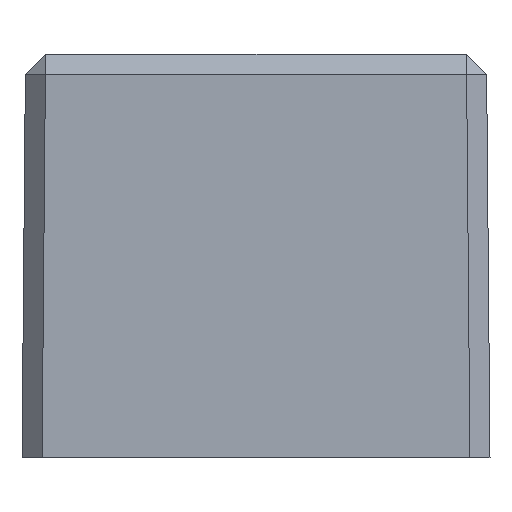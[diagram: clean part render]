
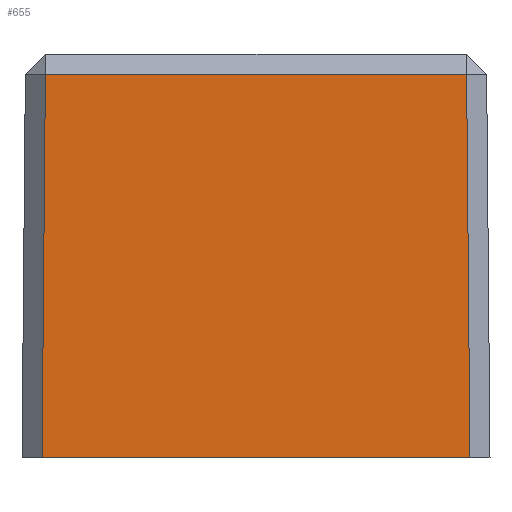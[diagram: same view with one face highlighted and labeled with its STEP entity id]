
A CAD part, left-side view. The second image highlights one B-rep face of the part: STEP entity #655.
In plain terms, the highlighted planar face has unit normal (-1, 0, 0).
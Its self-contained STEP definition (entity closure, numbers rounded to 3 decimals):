
#628=AXIS2_PLACEMENT_3D('Plane Axis2P3D',#625,#626,#627) ;
#484=CARTESIAN_POINT('Vertex',(0.,38.258,15.3)) ;
#506=CARTESIAN_POINT('Vertex',(0.,38.391,0.)) ;
#509=CARTESIAN_POINT('Line Origine',(0.,38.324,7.647)) ;
#625=CARTESIAN_POINT('Axis2P3D Location',(0.,0.,0.)) ;
#630=CARTESIAN_POINT('Line Origine',(0.,21.377,7.65)) ;
#634=CARTESIAN_POINT('Vertex',(0.,21.444,15.3)) ;
#636=CARTESIAN_POINT('Vertex',(0.,21.31,0.)) ;
#639=CARTESIAN_POINT('Line Origine',(0.,29.851,15.3)) ;
#644=CARTESIAN_POINT('Line Origine',(0.,29.851,0.)) ;
#510=DIRECTION('Vector Direction',(0.,0.009,-1.)) ;
#626=DIRECTION('Axis2P3D Direction',(1.,0.,0.)) ;
#627=DIRECTION('Axis2P3D XDirection',(0.,1.,0.)) ;
#631=DIRECTION('Vector Direction',(0.,0.009,1.)) ;
#640=DIRECTION('Vector Direction',(0.,1.,0.)) ;
#645=DIRECTION('Vector Direction',(0.,-1.,0.)) ;
#511=VECTOR('Line Direction',#510,1.) ;
#632=VECTOR('Line Direction',#631,1.) ;
#641=VECTOR('Line Direction',#640,1.) ;
#646=VECTOR('Line Direction',#645,1.) ;
#650=ORIENTED_EDGE('',*,*,#638,.F.) ;
#651=ORIENTED_EDGE('',*,*,#643,.F.) ;
#652=ORIENTED_EDGE('',*,*,#513,.F.) ;
#653=ORIENTED_EDGE('',*,*,#648,.F.) ;
#655=ADVANCED_FACE('Body.2',(#654),#629,.F.) ;
#513=EDGE_CURVE('',#507,#485,#512,.F.) ;
#638=EDGE_CURVE('',#635,#637,#633,.F.) ;
#643=EDGE_CURVE('',#485,#635,#642,.F.) ;
#648=EDGE_CURVE('',#637,#507,#647,.F.) ;
#649=EDGE_LOOP('',(#650,#651,#652,#653)) ;
#654=FACE_OUTER_BOUND('',#649,.T.) ;
#512=LINE('Line',#509,#511) ;
#633=LINE('Line',#630,#632) ;
#642=LINE('Line',#639,#641) ;
#647=LINE('Line',#644,#646) ;
#629=PLANE('',#628) ;
#485=VERTEX_POINT('',#484) ;
#507=VERTEX_POINT('',#506) ;
#635=VERTEX_POINT('',#634) ;
#637=VERTEX_POINT('',#636) ;
